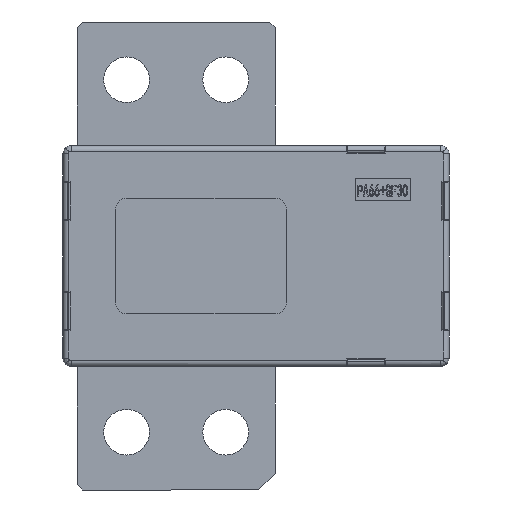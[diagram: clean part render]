
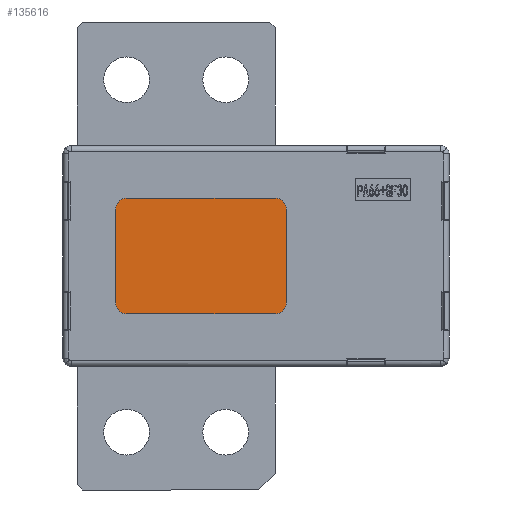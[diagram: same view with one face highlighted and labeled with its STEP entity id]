
A CAD part, front view. The second image highlights one B-rep face of the part: STEP entity #135616.
In plain terms, the highlighted planar face has unit normal (0, -1, 0).
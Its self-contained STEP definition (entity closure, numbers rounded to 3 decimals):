
#526 = VERTEX_POINT ( 'NONE', #93021 ) ;
#1905 = VECTOR ( 'NONE', #75706, 1000. ) ;
#5954 = ORIENTED_EDGE ( 'NONE', *, *, #143703, .T. ) ;
#7460 = DIRECTION ( 'NONE',  ( -1., 0., 0. ) ) ;
#10130 = DIRECTION ( 'NONE',  ( 0., 0., -1. ) ) ;
#11081 = VECTOR ( 'NONE', #83020, 1000. ) ;
#13804 = DIRECTION ( 'NONE',  ( 0., 0., 1. ) ) ;
#17443 = LINE ( 'NONE', #80661, #30836 ) ;
#25699 = VECTOR ( 'NONE', #62023, 1000. ) ;
#30836 = VECTOR ( 'NONE', #7460, 1000. ) ;
#32896 = ORIENTED_EDGE ( 'NONE', *, *, #71883, .T. ) ;
#33574 = CARTESIAN_POINT ( 'NONE',  ( 38.5, 0.2, -9.5 ) ) ;
#34644 = VERTEX_POINT ( 'NONE', #83297 ) ;
#35201 = CARTESIAN_POINT ( 'NONE',  ( 11.5, 0.2, -28.5 ) ) ;
#41503 = EDGE_CURVE ( 'NONE', #150377, #54830, #114663, .T. ) ;
#44014 = AXIS2_PLACEMENT_3D ( 'NONE', #35201, #156332, #10130 ) ;
#44724 = CARTESIAN_POINT ( 'NONE',  ( 9.5, 0.2, -28.5 ) ) ;
#49139 = CIRCLE ( 'NONE', #147133, 2. ) ;
#54830 = VERTEX_POINT ( 'NONE', #44724 ) ;
#58866 = LINE ( 'NONE', #143243, #11081 ) ;
#59642 = DIRECTION ( 'NONE',  ( 0., -1., 0. ) ) ;
#61376 = DIRECTION ( 'NONE',  ( 0., 1., 0. ) ) ;
#62023 = DIRECTION ( 'NONE',  ( 0., 0., 1. ) ) ;
#69165 = VERTEX_POINT ( 'NONE', #75141 ) ;
#71883 = EDGE_CURVE ( 'NONE', #526, #34644, #154067, .T. ) ;
#75141 = CARTESIAN_POINT ( 'NONE',  ( 11.5, 0.2, -30.5 ) ) ;
#75706 = DIRECTION ( 'NONE',  ( 0., 0., -1. ) ) ;
#79508 = AXIS2_PLACEMENT_3D ( 'NONE', #133433, #157961, #156361 ) ;
#80661 = CARTESIAN_POINT ( 'NONE',  ( 11.5, 0.2, -9.5 ) ) ;
#83020 = DIRECTION ( 'NONE',  ( 1., 0., 0. ) ) ;
#83297 = CARTESIAN_POINT ( 'NONE',  ( 40.5, 0.2, -28.5 ) ) ;
#84191 = EDGE_CURVE ( 'NONE', #118853, #140227, #17443, .T. ) ;
#87559 = CARTESIAN_POINT ( 'NONE',  ( 11.5, 0.2, -11.5 ) ) ;
#87780 = CIRCLE ( 'NONE', #44014, 2. ) ;
#88077 = ORIENTED_EDGE ( 'NONE', *, *, #90027, .T. ) ;
#88987 = CARTESIAN_POINT ( 'NONE',  ( 9.5, 0.2, -11.5 ) ) ;
#90027 = EDGE_CURVE ( 'NONE', #34644, #98298, #155590, .T. ) ;
#92027 = DIRECTION ( 'NONE',  ( 0., -1., 0. ) ) ;
#93021 = CARTESIAN_POINT ( 'NONE',  ( 38.5, 0.2, -30.5 ) ) ;
#98298 = VERTEX_POINT ( 'NONE', #144330 ) ;
#100902 = ORIENTED_EDGE ( 'NONE', *, *, #41503, .T. ) ;
#101126 = EDGE_LOOP ( 'NONE', ( #121616, #100902, #101715, #155302, #32896, #88077, #5954, #135392 ) ) ;
#101715 = ORIENTED_EDGE ( 'NONE', *, *, #124932, .T. ) ;
#102589 = AXIS2_PLACEMENT_3D ( 'NONE', #128729, #92027, #117062 ) ;
#114057 = CARTESIAN_POINT ( 'NONE',  ( 11.5, 0.2, -9.5 ) ) ;
#114663 = LINE ( 'NONE', #88987, #1905 ) ;
#117062 = DIRECTION ( 'NONE',  ( 0., 0., 1. ) ) ;
#118853 = VERTEX_POINT ( 'NONE', #33574 ) ;
#121616 = ORIENTED_EDGE ( 'NONE', *, *, #157140, .T. ) ;
#124932 = EDGE_CURVE ( 'NONE', #54830, #69165, #87780, .T. ) ;
#128729 = CARTESIAN_POINT ( 'NONE',  ( 11.5, 0.2, -11.5 ) ) ;
#131887 = EDGE_CURVE ( 'NONE', #69165, #526, #58866, .T. ) ;
#133433 = CARTESIAN_POINT ( 'NONE',  ( 38.5, 0.2, -28.5 ) ) ;
#135392 = ORIENTED_EDGE ( 'NONE', *, *, #84191, .T. ) ;
#135616 = ADVANCED_FACE ( 'NONE', ( #151257 ), #136082, .F. ) ;
#136082 = PLANE ( 'NONE',  #154511 ) ;
#140227 = VERTEX_POINT ( 'NONE', #114057 ) ;
#143243 = CARTESIAN_POINT ( 'NONE',  ( 11.5, 0.2, -30.5 ) ) ;
#143703 = EDGE_CURVE ( 'NONE', #98298, #118853, #49139, .T. ) ;
#144330 = CARTESIAN_POINT ( 'NONE',  ( 40.5, 0.2, -11.5 ) ) ;
#146102 = DIRECTION ( 'NONE',  ( 0., 0., -1. ) ) ;
#147133 = AXIS2_PLACEMENT_3D ( 'NONE', #157294, #59642, #146102 ) ;
#147681 = CARTESIAN_POINT ( 'NONE',  ( 40.5, 0.2, -11.5 ) ) ;
#149866 = CARTESIAN_POINT ( 'NONE',  ( 9.5, 0.2, -11.5 ) ) ;
#150377 = VERTEX_POINT ( 'NONE', #149866 ) ;
#151257 = FACE_OUTER_BOUND ( 'NONE', #101126, .T. ) ;
#154067 = CIRCLE ( 'NONE', #79508, 2. ) ;
#154511 = AXIS2_PLACEMENT_3D ( 'NONE', #87559, #61376, #13804 ) ;
#155302 = ORIENTED_EDGE ( 'NONE', *, *, #131887, .T. ) ;
#155590 = LINE ( 'NONE', #147681, #25699 ) ;
#156332 = DIRECTION ( 'NONE',  ( 0., -1., 0. ) ) ;
#156361 = DIRECTION ( 'NONE',  ( 0., 0., -1. ) ) ;
#157140 = EDGE_CURVE ( 'NONE', #140227, #150377, #158404, .T. ) ;
#157294 = CARTESIAN_POINT ( 'NONE',  ( 38.5, 0.2, -11.5 ) ) ;
#157961 = DIRECTION ( 'NONE',  ( 0., -1., 0. ) ) ;
#158404 = CIRCLE ( 'NONE', #102589, 2. ) ;
